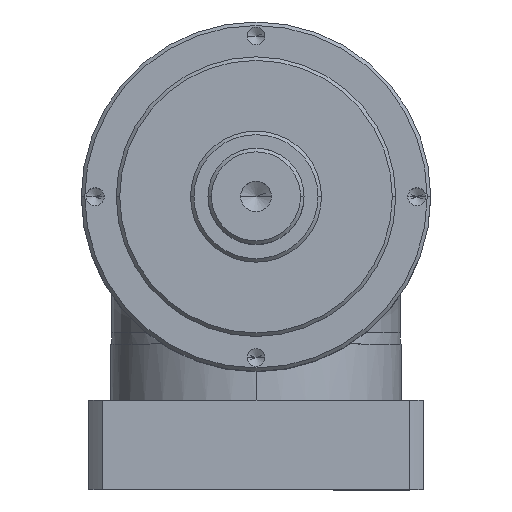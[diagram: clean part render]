
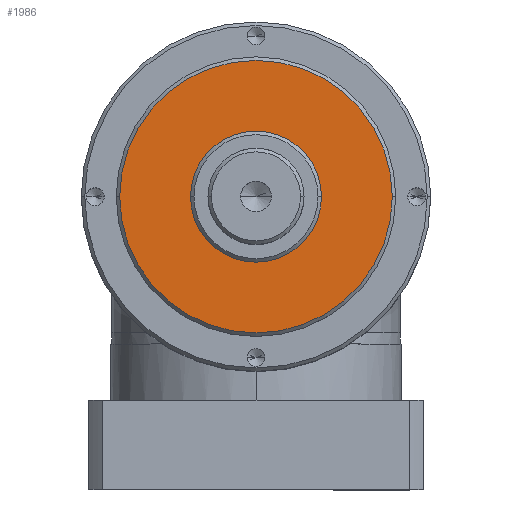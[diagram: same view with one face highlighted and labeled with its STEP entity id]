
A CAD part, top view. The second image highlights one B-rep face of the part: STEP entity #1986.
In plain terms, the highlighted planar face has unit normal (0, 0, 1).
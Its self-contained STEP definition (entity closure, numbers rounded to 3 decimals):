
#28 = CIRCLE ( 'NONE', #1592, 37.5 ) ;
#44 = VERTEX_POINT ( 'NONE', #244 ) ;
#72 = CIRCLE ( 'NONE', #1398, 37.5 ) ;
#244 = CARTESIAN_POINT ( 'NONE',  ( 37.5, 0., 157. ) ) ;
#296 = CARTESIAN_POINT ( 'NONE',  ( 0., 0., 157. ) ) ;
#447 = DIRECTION ( 'NONE',  ( 1., 0., 0. ) ) ;
#464 = DIRECTION ( 'NONE',  ( 0., 0., 1. ) ) ;
#477 = CARTESIAN_POINT ( 'NONE',  ( 0., 0., 157. ) ) ;
#500 = DIRECTION ( 'NONE',  ( 1., 0., 0. ) ) ;
#571 = AXIS2_PLACEMENT_3D ( 'NONE', #296, #2590, #1403 ) ;
#631 = DIRECTION ( 'NONE',  ( 1., 0., 0. ) ) ;
#663 = AXIS2_PLACEMENT_3D ( 'NONE', #2619, #2852, #500 ) ;
#690 = VERTEX_POINT ( 'NONE', #733 ) ;
#700 = DIRECTION ( 'NONE',  ( 0., 0., 1. ) ) ;
#733 = CARTESIAN_POINT ( 'NONE',  ( -78., 0., 157. ) ) ;
#809 = DIRECTION ( 'NONE',  ( 1., 0., 0. ) ) ;
#984 = CARTESIAN_POINT ( 'NONE',  ( -37.5, 0., 157. ) ) ;
#996 = CIRCLE ( 'NONE', #571, 78. ) ;
#1073 = EDGE_LOOP ( 'NONE', ( #1091, #2103 ) ) ;
#1091 = ORIENTED_EDGE ( 'NONE', *, *, #1281, .T. ) ;
#1118 = EDGE_CURVE ( 'NONE', #2536, #690, #996, .T. ) ;
#1192 = EDGE_CURVE ( 'NONE', #2209, #44, #72, .T. ) ;
#1230 = FACE_OUTER_BOUND ( 'NONE', #1073, .T. ) ;
#1281 = EDGE_CURVE ( 'NONE', #690, #2536, #2725, .T. ) ;
#1295 = FACE_BOUND ( 'NONE', #2736, .T. ) ;
#1398 = AXIS2_PLACEMENT_3D ( 'NONE', #1727, #2921, #809 ) ;
#1403 = DIRECTION ( 'NONE',  ( 1., 0., 0. ) ) ;
#1581 = EDGE_CURVE ( 'NONE', #44, #2209, #28, .T. ) ;
#1592 = AXIS2_PLACEMENT_3D ( 'NONE', #477, #464, #447 ) ;
#1727 = CARTESIAN_POINT ( 'NONE',  ( 0., 0., 157. ) ) ;
#1859 = CARTESIAN_POINT ( 'NONE',  ( 0., 0., 157. ) ) ;
#1986 = ADVANCED_FACE ( 'NONE', ( #1230, #1295 ), #2301, .T. ) ;
#2063 = ORIENTED_EDGE ( 'NONE', *, *, #1581, .F. ) ;
#2103 = ORIENTED_EDGE ( 'NONE', *, *, #1118, .T. ) ;
#2164 = ORIENTED_EDGE ( 'NONE', *, *, #1192, .F. ) ;
#2209 = VERTEX_POINT ( 'NONE', #984 ) ;
#2301 = PLANE ( 'NONE',  #2346 ) ;
#2346 = AXIS2_PLACEMENT_3D ( 'NONE', #1859, #700, #631 ) ;
#2536 = VERTEX_POINT ( 'NONE', #2989 ) ;
#2590 = DIRECTION ( 'NONE',  ( 0., 0., 1. ) ) ;
#2619 = CARTESIAN_POINT ( 'NONE',  ( 0., 0., 157. ) ) ;
#2725 = CIRCLE ( 'NONE', #663, 78. ) ;
#2736 = EDGE_LOOP ( 'NONE', ( #2063, #2164 ) ) ;
#2852 = DIRECTION ( 'NONE',  ( 0., 0., 1. ) ) ;
#2921 = DIRECTION ( 'NONE',  ( 0., 0., 1. ) ) ;
#2989 = CARTESIAN_POINT ( 'NONE',  ( 78., 0., 157. ) ) ;
